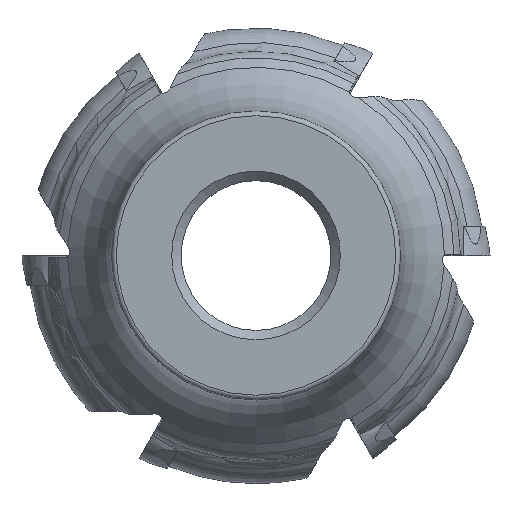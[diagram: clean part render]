
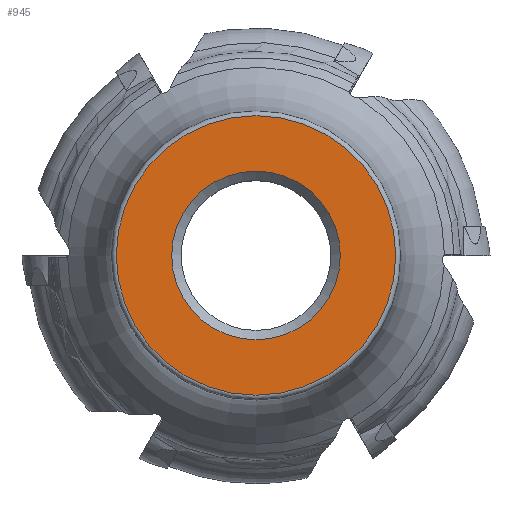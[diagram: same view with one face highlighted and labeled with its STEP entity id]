
A CAD part, top view. The second image highlights one B-rep face of the part: STEP entity #945.
In plain terms, the highlighted planar face has unit normal (0, 0, 1).
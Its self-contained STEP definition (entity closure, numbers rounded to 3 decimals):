
#945=ADVANCED_FACE('',(#1466,#1467),#1281,.T.);
#1281=PLANE('',#7033);
#1466=FACE_BOUND('',#1656,.T.);
#1467=FACE_BOUND('',#1657,.T.);
#1656=EDGE_LOOP('',(#3226));
#1657=EDGE_LOOP('',(#3227));
#2111=CIRCLE('',#7030,29.85);
#2112=CIRCLE('',#7032,18.006);
#3226=ORIENTED_EDGE('',*,*,#5686,.T.);
#3227=ORIENTED_EDGE('',*,*,#5685,.F.);
#4979=VERTEX_POINT('',#10770);
#4980=VERTEX_POINT('',#10773);
#5685=EDGE_CURVE('',#4979,#4979,#2111,.T.);
#5686=EDGE_CURVE('',#4980,#4980,#2112,.T.);
#7030=AXIS2_PLACEMENT_3D('',#10769,#7986,#7987);
#7032=AXIS2_PLACEMENT_3D('',#10772,#7990,#7991);
#7033=AXIS2_PLACEMENT_3D('',#10774,#7992,#7993);
#7986=DIRECTION('',(0.,0.,-1.));
#7987=DIRECTION('',(0.,-1.,0.));
#7990=DIRECTION('',(0.,0.,-1.));
#7991=DIRECTION('',(0.,-1.,0.));
#7992=DIRECTION('',(0.,0.,1.));
#7993=DIRECTION('',(0.,-1.,0.));
#10769=CARTESIAN_POINT('',(0.,0.,0.));
#10770=CARTESIAN_POINT('',(0.,-29.85,0.));
#10772=CARTESIAN_POINT('',(0.,0.,0.));
#10773=CARTESIAN_POINT('',(0.,-18.006,0.));
#10774=CARTESIAN_POINT('',(29.85,0.,0.));
